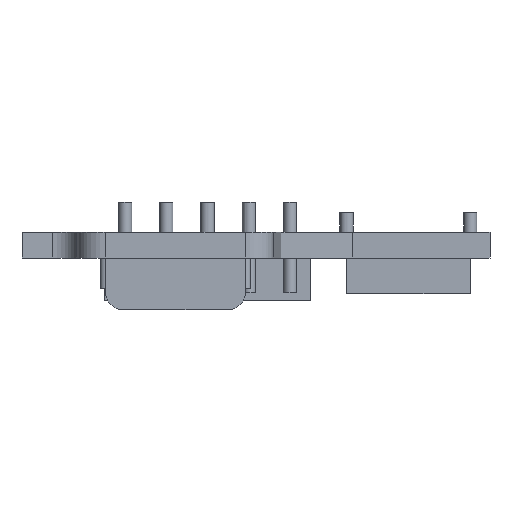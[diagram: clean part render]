
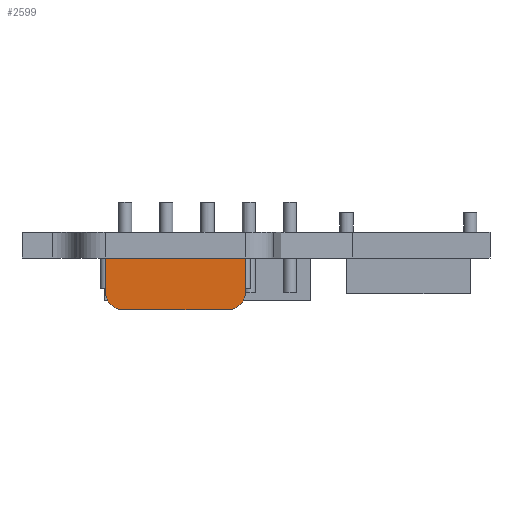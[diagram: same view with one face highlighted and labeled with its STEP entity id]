
A CAD part, left-side view. The second image highlights one B-rep face of the part: STEP entity #2599.
In plain terms, the highlighted planar face has unit normal (-1, 0, 0).
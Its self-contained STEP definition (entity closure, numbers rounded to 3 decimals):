
#148=PLANE('',#2849);
#277=FACE_OUTER_BOUND('',#478,.T.);
#478=EDGE_LOOP('',(#2035,#2036,#2037,#2038,#2039,#2040));
#660=CIRCLE('',#2848,1.141);
#661=CIRCLE('',#2850,1.141);
#819=LINE('',#4127,#1044);
#820=LINE('',#4131,#1045);
#821=LINE('',#4133,#1046);
#822=LINE('',#4134,#1047);
#1044=VECTOR('',#3320,10.);
#1045=VECTOR('',#3323,10.);
#1046=VECTOR('',#3324,10.);
#1047=VECTOR('',#3325,10.);
#1276=VERTEX_POINT('',#4120);
#1277=VERTEX_POINT('',#4122);
#1278=VERTEX_POINT('',#4126);
#1279=VERTEX_POINT('',#4128);
#1280=VERTEX_POINT('',#4130);
#1281=VERTEX_POINT('',#4132);
#1554=EDGE_CURVE('',#1276,#1277,#660,.T.);
#1556=EDGE_CURVE('',#1278,#1276,#819,.T.);
#1557=EDGE_CURVE('',#1279,#1278,#661,.T.);
#1558=EDGE_CURVE('',#1280,#1279,#820,.T.);
#1559=EDGE_CURVE('',#1280,#1281,#821,.T.);
#1560=EDGE_CURVE('',#1281,#1277,#822,.T.);
#2035=ORIENTED_EDGE('',*,*,#1554,.F.);
#2036=ORIENTED_EDGE('',*,*,#1556,.F.);
#2037=ORIENTED_EDGE('',*,*,#1557,.F.);
#2038=ORIENTED_EDGE('',*,*,#1558,.F.);
#2039=ORIENTED_EDGE('',*,*,#1559,.T.);
#2040=ORIENTED_EDGE('',*,*,#1560,.T.);
#2599=ADVANCED_FACE('',(#277),#148,.T.);
#2848=AXIS2_PLACEMENT_3D('',#4123,#3315,#3316);
#2849=AXIS2_PLACEMENT_3D('',#4125,#3318,#3319);
#2850=AXIS2_PLACEMENT_3D('',#4129,#3321,#3322);
#3315=DIRECTION('center_axis',(1.,0.,0.));
#3316=DIRECTION('ref_axis',(0.,0.707,-0.707));
#3318=DIRECTION('center_axis',(-1.,0.,0.));
#3319=DIRECTION('ref_axis',(0.,1.,0.));
#3320=DIRECTION('',(0.,1.,0.));
#3321=DIRECTION('center_axis',(1.,0.,0.));
#3322=DIRECTION('ref_axis',(0.,-0.707,-0.707));
#3323=DIRECTION('',(0.,0.,-1.));
#3324=DIRECTION('',(0.,1.,0.));
#3325=DIRECTION('',(0.,0.,-1.));
#4120=CARTESIAN_POINT('',(114.38,-76.13,-3.2));
#4122=CARTESIAN_POINT('',(114.38,-74.989,-2.059));
#4123=CARTESIAN_POINT('Origin',(114.38,-76.13,-2.059));
#4125=CARTESIAN_POINT('Origin',(114.38,-83.622,0.));
#4126=CARTESIAN_POINT('',(114.38,-82.481,-3.2));
#4127=CARTESIAN_POINT('',(114.38,-83.622,-3.2));
#4128=CARTESIAN_POINT('',(114.38,-83.622,-2.059));
#4129=CARTESIAN_POINT('Origin',(114.38,-82.481,-2.059));
#4130=CARTESIAN_POINT('',(114.38,-83.622,0.));
#4131=CARTESIAN_POINT('',(114.38,-83.622,0.));
#4132=CARTESIAN_POINT('',(114.38,-74.989,0.));
#4133=CARTESIAN_POINT('',(114.38,-83.622,0.));
#4134=CARTESIAN_POINT('',(114.38,-74.989,0.));
